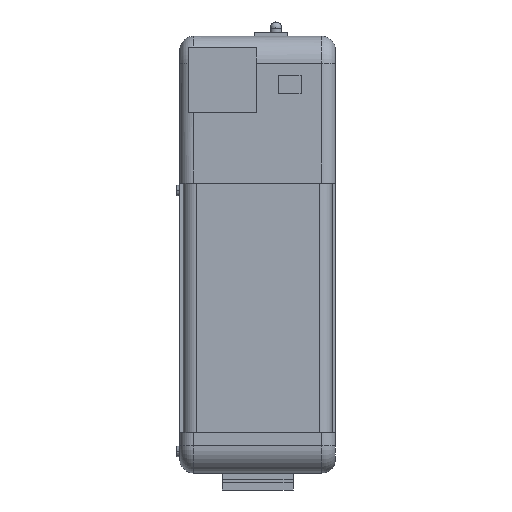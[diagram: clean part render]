
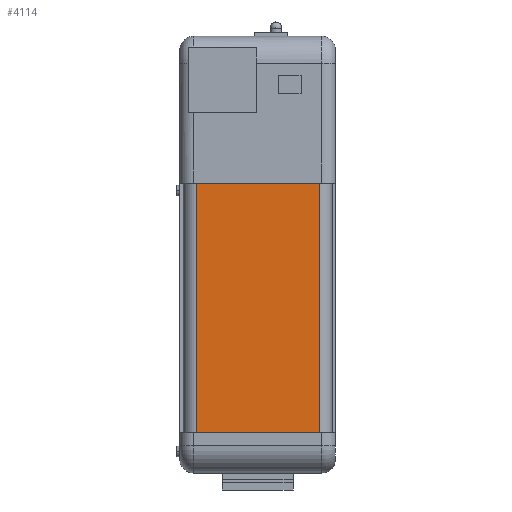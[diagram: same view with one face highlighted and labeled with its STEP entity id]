
A CAD part, front view. The second image highlights one B-rep face of the part: STEP entity #4114.
In plain terms, the highlighted planar face has unit normal (0, -1, 0).
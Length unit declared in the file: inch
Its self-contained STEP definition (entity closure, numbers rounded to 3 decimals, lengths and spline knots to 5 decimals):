
#855 = CARTESIAN_POINT ( 'NONE',  ( 0.5625, -2.9225, 0.655 ) ) ;
#2234 = VECTOR ( 'NONE', #9743, 39.37008 ) ;
#2287 = DIRECTION ( 'NONE',  ( 0., 0., -1. ) ) ;
#2861 = ORIENTED_EDGE ( 'NONE', *, *, #16466, .F. ) ;
#3216 = EDGE_LOOP ( 'NONE', ( #8196, #2861, #17458, #12564 ) ) ;
#3554 = VERTEX_POINT ( 'NONE', #15839 ) ;
#3667 = PLANE ( 'NONE',  #6102 ) ;
#3886 = CARTESIAN_POINT ( 'NONE',  ( -0.5625, -2.9225, 0.655 ) ) ;
#4074 = DIRECTION ( 'NONE',  ( -1., 0., 0. ) ) ;
#4114 = ADVANCED_FACE ( 'NONE', ( #11509 ), #3667, .T. ) ;
#4662 = CARTESIAN_POINT ( 'NONE',  ( 0.5625, -2.9225, 0.655 ) ) ;
#4948 = EDGE_CURVE ( 'NONE', #14702, #3554, #17083, .T. ) ;
#6029 = DIRECTION ( 'NONE',  ( 0., 0., -1. ) ) ;
#6102 = AXIS2_PLACEMENT_3D ( 'NONE', #855, #10766, #2287 ) ;
#7665 = CARTESIAN_POINT ( 'NONE',  ( -0.5625, -2.9225, 0.655 ) ) ;
#7776 = LINE ( 'NONE', #13968, #11511 ) ;
#8196 = ORIENTED_EDGE ( 'NONE', *, *, #11649, .F. ) ;
#9743 = DIRECTION ( 'NONE',  ( -1., 0., 0. ) ) ;
#10053 = LINE ( 'NONE', #4662, #13381 ) ;
#10766 = DIRECTION ( 'NONE',  ( 0., -1., 0. ) ) ;
#11509 = FACE_OUTER_BOUND ( 'NONE', #3216, .T. ) ;
#11511 = VECTOR ( 'NONE', #4074, 39.37008 ) ;
#11523 = VECTOR ( 'NONE', #18028, 39.37008 ) ;
#11617 = EDGE_CURVE ( 'NONE', #13011, #14702, #7776, .T. ) ;
#11649 = EDGE_CURVE ( 'NONE', #13272, #3554, #13064, .T. ) ;
#12564 = ORIENTED_EDGE ( 'NONE', *, *, #4948, .T. ) ;
#13011 = VERTEX_POINT ( 'NONE', #15238 ) ;
#13064 = LINE ( 'NONE', #18275, #2234 ) ;
#13272 = VERTEX_POINT ( 'NONE', #14476 ) ;
#13381 = VECTOR ( 'NONE', #6029, 39.37008 ) ;
#13968 = CARTESIAN_POINT ( 'NONE',  ( 0.5625, -2.9225, 0.655 ) ) ;
#14476 = CARTESIAN_POINT ( 'NONE',  ( 0.5625, -2.9225, -1.63 ) ) ;
#14702 = VERTEX_POINT ( 'NONE', #7665 ) ;
#15238 = CARTESIAN_POINT ( 'NONE',  ( 0.5625, -2.9225, 0.655 ) ) ;
#15839 = CARTESIAN_POINT ( 'NONE',  ( -0.5625, -2.9225, -1.63 ) ) ;
#16466 = EDGE_CURVE ( 'NONE', #13011, #13272, #10053, .T. ) ;
#17083 = LINE ( 'NONE', #3886, #11523 ) ;
#17458 = ORIENTED_EDGE ( 'NONE', *, *, #11617, .T. ) ;
#18028 = DIRECTION ( 'NONE',  ( 0., 0., -1. ) ) ;
#18275 = CARTESIAN_POINT ( 'NONE',  ( 0.5625, -2.9225, -1.63 ) ) ;
